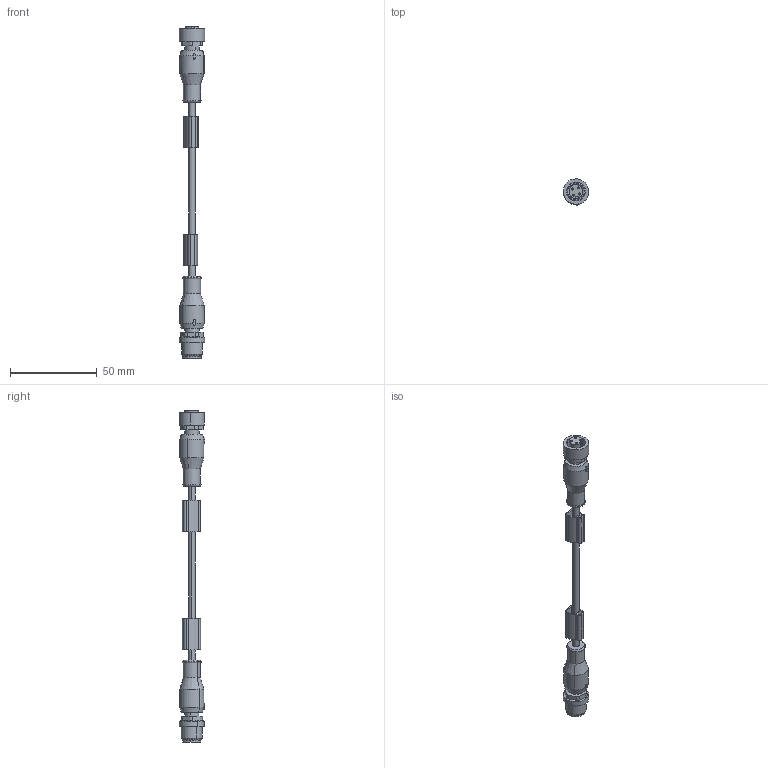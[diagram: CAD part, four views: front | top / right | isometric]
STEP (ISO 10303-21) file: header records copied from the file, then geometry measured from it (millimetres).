
FILE_DESCRIPTION(('CATIA V5 STEP Exchange','CAx-IF Rec.Pracs.--- Model Styling and Organization---1.5--- 2016-08-15','CAx-IF Rec.Pracs.---Supplemental Geometry---1.0---2011-11-01','CAx-IF Rec.Pracs.--- Composite Materials ---1.1---2010-07-15'),'2;1');
FILE_NAME ('1908053-4_0', '2025-07-07T09:18:28+00:00', ('none'), ('Weidmueller'), 'CATIA Version 5-6 Release 2022 SP4 HF5', 'CATIA V5 STEP AP214 v3', 'none');
FILE_SCHEMA(('AUTOMOTIVE_DESIGN { 1 0 10303 214 1 1 1 1 }'));
Length unit declared in the file: millimetre
Products named in the file (1): 2955200000
Bounding box: 14.57 x 14.83 x 191 mm (x, y, z)
Volume: 11583.4 mm3; surface area: 9984.9 mm2
Topology: 1 solids, 10 shells, 345 faces, 862 edges, 559 vertices
Faces by surface type: plane 143, cylinder 134, cone 42, sphere 8, bspline 8, torus 4, revolution 4, extrusion 2
Entity records: 10410 total; most frequent: CARTESIAN_POINT 2685, ORIENTED_EDGE 1708, DIRECTION 1160, EDGE_CURVE 854, AXIS2_PLACEMENT_3D 565, VERTEX_POINT 559, EDGE_LOOP 383, VECTOR 358
